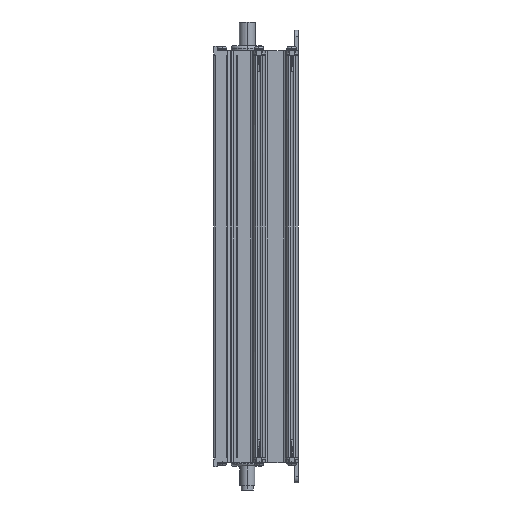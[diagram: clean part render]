
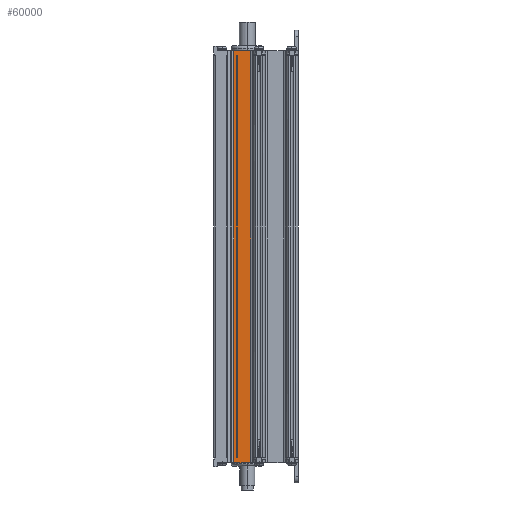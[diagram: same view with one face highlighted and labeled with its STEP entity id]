
A CAD part, left-side view. The second image highlights one B-rep face of the part: STEP entity #60000.
In plain terms, the highlighted planar face has unit normal (-1, 0, 0).
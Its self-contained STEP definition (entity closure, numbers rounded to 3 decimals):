
#43110=CARTESIAN_POINT('',(-30.55,2.012,1.6));
#43120=VERTEX_POINT('',#43110);
#43150=CARTESIAN_POINT('',(-30.55,9.816,1.6));
#43160=DIRECTION('',(0.,-1.,0.));
#43170=VECTOR('',#43160,1.);
#43180=LINE('',#43150,#43170);
#43190=CARTESIAN_POINT('',(-30.55,9.816,1.6));
#43200=VERTEX_POINT('',#43190);
#43210=EDGE_CURVE('',#43200,#43120,#43180,.T.);
#59210=CARTESIAN_POINT('',(-30.55,2.012,-188.2));
#59220=VERTEX_POINT('',#59210);
#59250=CARTESIAN_POINT('',(-30.55,2.012,0.));
#59260=DIRECTION('',(0.,0.,1.));
#59270=VECTOR('',#59260,1.);
#59280=LINE('',#59250,#59270);
#59290=EDGE_CURVE('',#59220,#43120,#59280,.T.);
#59350=CARTESIAN_POINT('',(-30.55,1.1,0.));
#59360=DIRECTION('',(1.,0.,0.));
#59370=DIRECTION('',(0.,1.,0.));
#59380=AXIS2_PLACEMENT_3D('',#59350,#59360,#59370);
#59390=PLANE('',#59380);
#59400=ORIENTED_EDGE('',*,*,#43210,.F.);
#59410=ORIENTED_EDGE('',*,*,#59290,.T.);
#59420=CARTESIAN_POINT('',(-30.55,9.816,-188.2));
#59430=DIRECTION('',(0.,-1.,0.));
#59440=VECTOR('',#59430,1.);
#59450=LINE('',#59420,#59440);
#59460=CARTESIAN_POINT('',(-30.55,9.816,-188.2));
#59470=VERTEX_POINT('',#59460);
#59480=EDGE_CURVE('',#59470,#59220,#59450,.T.);
#59490=ORIENTED_EDGE('',*,*,#59480,.T.);
#59500=CARTESIAN_POINT('',(-30.55,9.816,1.6));
#59510=DIRECTION('',(0.,0.,-1.));
#59520=VECTOR('',#59510,1.);
#59530=LINE('',#59500,#59520);
#59540=EDGE_CURVE('',#43200,#59470,#59530,.T.);
#59550=ORIENTED_EDGE('',*,*,#59540,.T.);
#59560=EDGE_LOOP('',(#59550,#59490,#59410,#59400));
#59570=FACE_OUTER_BOUND('',#59560,.T.);
#59580=CARTESIAN_POINT('',(-30.55,8.35,-185.8));
#59590=DIRECTION('',(0.,0.,1.));
#59600=VECTOR('',#59590,1.);
#59610=LINE('',#59580,#59600);
#59620=CARTESIAN_POINT('',(-30.55,8.35,-185.8));
#59630=VERTEX_POINT('',#59620);
#59640=CARTESIAN_POINT('',(-30.55,8.347,-0.8));
#59650=VERTEX_POINT('',#59640);
#59660=EDGE_CURVE('',#59630,#59650,#59610,.T.);
#59670=ORIENTED_EDGE('',*,*,#59660,.T.);
#59680=CARTESIAN_POINT('',(-30.55,2.012,-185.8));
#59690=DIRECTION('',(0.,1.,0.));
#59700=VECTOR('',#59690,1.);
#59710=LINE('',#59680,#59700);
#59720=CARTESIAN_POINT('',(-30.55,8.127,-185.8));
#59730=VERTEX_POINT('',#59720);
#59740=EDGE_CURVE('',#59730,#59630,#59710,.T.);
#59750=ORIENTED_EDGE('',*,*,#59740,.T.);
#59760=CARTESIAN_POINT('',(-30.55,8.127,-0.8));
#59770=DIRECTION('',(0.,0.,-1.));
#59780=VECTOR('',#59770,1.);
#59790=LINE('',#59760,#59780);
#59800=CARTESIAN_POINT('',(-30.55,8.127,-0.8));
#59810=VERTEX_POINT('',#59800);
#59820=EDGE_CURVE('',#59810,#59730,#59790,.T.);
#59830=ORIENTED_EDGE('',*,*,#59820,.T.);
#59840=CARTESIAN_POINT('',(-30.55,2.012,-0.8));
#59850=DIRECTION('',(0.,1.,0.));
#59860=VECTOR('',#59850,1.);
#59870=LINE('',#59840,#59860);
#59880=CARTESIAN_POINT('',(-30.55,8.268,-0.8));
#59890=VERTEX_POINT('',#59880);
#59900=EDGE_CURVE('',#59810,#59890,#59870,.T.);
#59910=ORIENTED_EDGE('',*,*,#59900,.F.);
#59920=CARTESIAN_POINT('',(-30.55,0.,-0.8));
#59930=DIRECTION('',(0.,-1.,0.));
#59940=VECTOR('',#59930,1.);
#59950=LINE('',#59920,#59940);
#59960=EDGE_CURVE('',#59650,#59890,#59950,.T.);
#59970=ORIENTED_EDGE('',*,*,#59960,.T.);
#59980=EDGE_LOOP('',(#59970,#59910,#59830,#59750,#59670));
#59990=FACE_BOUND('',#59980,.T.);
#60000=ADVANCED_FACE('',(#59570,#59990),#59390,.F.);
